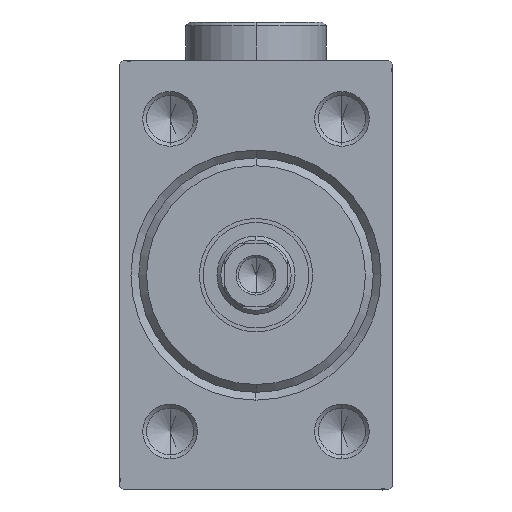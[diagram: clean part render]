
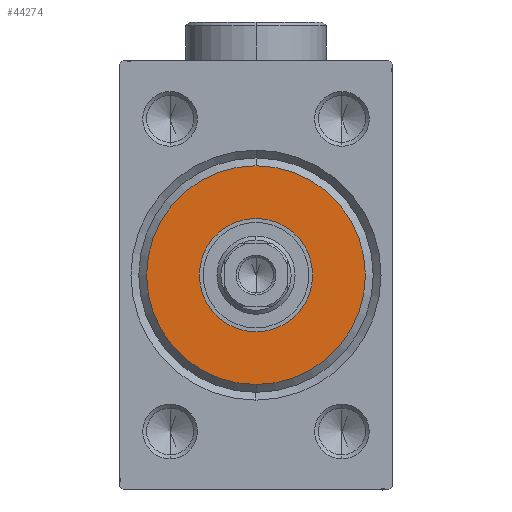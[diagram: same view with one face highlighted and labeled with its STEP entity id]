
A CAD part, left-side view. The second image highlights one B-rep face of the part: STEP entity #44274.
In plain terms, the highlighted face is planar.
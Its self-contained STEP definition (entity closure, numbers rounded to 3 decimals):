
#1717 = AXIS2_PLACEMENT_3D ( 'NONE', #18229, #24450, #10647 ) ;
#3343 = EDGE_CURVE ( 'NONE', #12723, #43637, #43089, .T. ) ;
#4801 = DIRECTION ( 'NONE',  ( 0., 0., -1. ) ) ;
#5228 = ORIENTED_EDGE ( 'NONE', *, *, #6752, .T. ) ;
#6752 = EDGE_CURVE ( 'NONE', #43637, #12723, #26882, .T. ) ;
#6951 = CARTESIAN_POINT ( 'NONE',  ( 3., 0., 14. ) ) ;
#10389 = CARTESIAN_POINT ( 'NONE',  ( 3., 0., 0. ) ) ;
#10647 = DIRECTION ( 'NONE',  ( 0., 0., -1. ) ) ;
#12466 = DIRECTION ( 'NONE',  ( 0., 0., -1. ) ) ;
#12723 = VERTEX_POINT ( 'NONE', #6951 ) ;
#13145 = CARTESIAN_POINT ( 'NONE',  ( 3., 0., 7.25 ) ) ;
#13615 = DIRECTION ( 'NONE',  ( 1., 0., 0. ) ) ;
#13977 = AXIS2_PLACEMENT_3D ( 'NONE', #33185, #36649, #12466 ) ;
#14209 = CIRCLE ( 'NONE', #1717, 7.25 ) ;
#15142 = CARTESIAN_POINT ( 'NONE',  ( 3., 0., 0. ) ) ;
#15151 = AXIS2_PLACEMENT_3D ( 'NONE', #10389, #13615, #31547 ) ;
#15868 = AXIS2_PLACEMENT_3D ( 'NONE', #15142, #29184, #4801 ) ;
#18229 = CARTESIAN_POINT ( 'NONE',  ( 3., 0., 0. ) ) ;
#18535 = VERTEX_POINT ( 'NONE', #13145 ) ;
#19228 = EDGE_CURVE ( 'NONE', #18535, #33157, #32363, .T. ) ;
#23352 = EDGE_LOOP ( 'NONE', ( #27210, #39105 ) ) ;
#24450 = DIRECTION ( 'NONE',  ( 1., 0., 0. ) ) ;
#25398 = CARTESIAN_POINT ( 'NONE',  ( 3., 0., 0. ) ) ;
#26725 = PLANE ( 'NONE',  #38668 ) ;
#26882 = CIRCLE ( 'NONE', #15868, 14. ) ;
#27210 = ORIENTED_EDGE ( 'NONE', *, *, #37676, .F. ) ;
#28151 = ORIENTED_EDGE ( 'NONE', *, *, #3343, .T. ) ;
#28412 = FACE_OUTER_BOUND ( 'NONE', #42466, .T. ) ;
#29184 = DIRECTION ( 'NONE',  ( 1., 0., 0. ) ) ;
#31547 = DIRECTION ( 'NONE',  ( 0., 0., -1. ) ) ;
#32363 = CIRCLE ( 'NONE', #13977, 7.25 ) ;
#32849 = CARTESIAN_POINT ( 'NONE',  ( 3., 0., -7.25 ) ) ;
#33157 = VERTEX_POINT ( 'NONE', #32849 ) ;
#33185 = CARTESIAN_POINT ( 'NONE',  ( 3., 0., 0. ) ) ;
#33639 = DIRECTION ( 'NONE',  ( 0., 0., -1. ) ) ;
#34302 = CARTESIAN_POINT ( 'NONE',  ( 3., 0., -14. ) ) ;
#36649 = DIRECTION ( 'NONE',  ( 1., 0., 0. ) ) ;
#37676 = EDGE_CURVE ( 'NONE', #33157, #18535, #14209, .T. ) ;
#38668 = AXIS2_PLACEMENT_3D ( 'NONE', #25398, #39477, #33639 ) ;
#39105 = ORIENTED_EDGE ( 'NONE', *, *, #19228, .F. ) ;
#39477 = DIRECTION ( 'NONE',  ( 1., 0., 0. ) ) ;
#42462 = FACE_BOUND ( 'NONE', #23352, .T. ) ;
#42466 = EDGE_LOOP ( 'NONE', ( #28151, #5228 ) ) ;
#43089 = CIRCLE ( 'NONE', #15151, 14. ) ;
#43637 = VERTEX_POINT ( 'NONE', #34302 ) ;
#44274 = ADVANCED_FACE ( 'NONE', ( #28412, #42462 ), #26725, .T. ) ;
